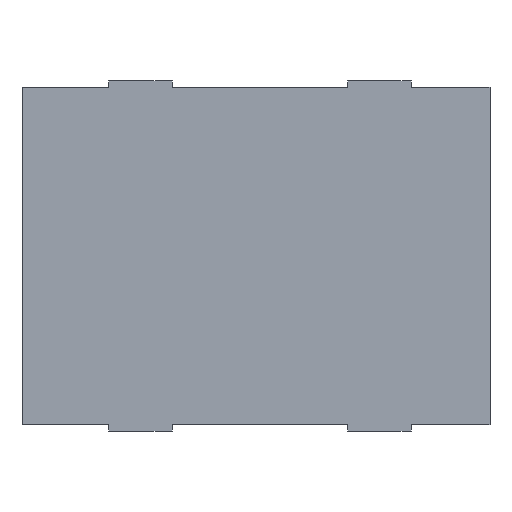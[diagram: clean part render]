
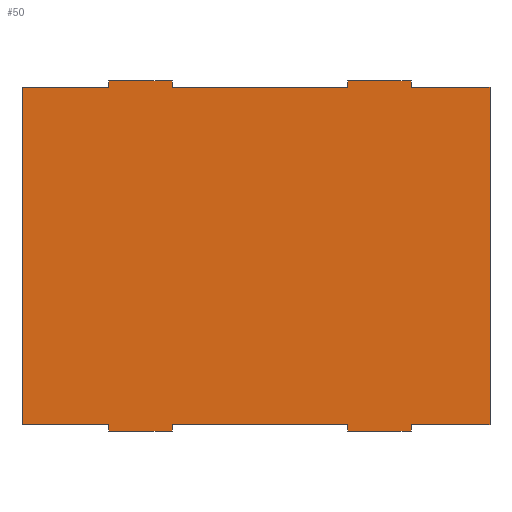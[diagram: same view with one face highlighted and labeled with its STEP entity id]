
A CAD part, front view. The second image highlights one B-rep face of the part: STEP entity #50.
In plain terms, the highlighted planar face has unit normal (0, -1, 0).
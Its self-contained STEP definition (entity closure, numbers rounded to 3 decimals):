
#7 = VERTEX_POINT ( 'NONE', #634 ) ;
#9 = CARTESIAN_POINT ( 'NONE',  ( -29.63, 0., 21.36 ) ) ;
#16 = LINE ( 'NONE', #676, #752 ) ;
#27 = VERTEX_POINT ( 'NONE', #1186 ) ;
#31 = VECTOR ( 'NONE', #701, 1000. ) ;
#44 = ORIENTED_EDGE ( 'NONE', *, *, #285, .F. ) ;
#46 = DIRECTION ( 'NONE',  ( -1., 0., 0. ) ) ;
#50 = ADVANCED_FACE ( 'NONE', ( #258 ), #320, .T. ) ;
#57 = LINE ( 'NONE', #708, #988 ) ;
#60 = AXIS2_PLACEMENT_3D ( 'NONE', #437, #792, #409 ) ;
#67 = EDGE_CURVE ( 'NONE', #628, #654, #972, .T. ) ;
#68 = CARTESIAN_POINT ( 'NONE',  ( -18.63, 0., 22.16 ) ) ;
#87 = DIRECTION ( 'NONE',  ( 0., 0., 1. ) ) ;
#107 = VECTOR ( 'NONE', #195, 1000. ) ;
#111 = LINE ( 'NONE', #472, #325 ) ;
#118 = CARTESIAN_POINT ( 'NONE',  ( -29.63, 0., -21.36 ) ) ;
#121 = DIRECTION ( 'NONE',  ( -1., 0., 0. ) ) ;
#123 = EDGE_CURVE ( 'NONE', #1015, #243, #835, .T. ) ;
#155 = CARTESIAN_POINT ( 'NONE',  ( 29.63, 0., 21.36 ) ) ;
#159 = EDGE_CURVE ( 'NONE', #875, #975, #543, .T. ) ;
#165 = DIRECTION ( 'NONE',  ( 0., 0., -1. ) ) ;
#179 = VERTEX_POINT ( 'NONE', #903 ) ;
#191 = CARTESIAN_POINT ( 'NONE',  ( -18.63, 0., 22.16 ) ) ;
#195 = DIRECTION ( 'NONE',  ( 0., 0., -1. ) ) ;
#204 = ORIENTED_EDGE ( 'NONE', *, *, #359, .F. ) ;
#205 = EDGE_CURVE ( 'NONE', #240, #270, #16, .T. ) ;
#211 = ORIENTED_EDGE ( 'NONE', *, *, #262, .F. ) ;
#219 = DIRECTION ( 'NONE',  ( 0., 0., 1. ) ) ;
#240 = VERTEX_POINT ( 'NONE', #1155 ) ;
#243 = VERTEX_POINT ( 'NONE', #1147 ) ;
#249 = EDGE_CURVE ( 'NONE', #1121, #179, #278, .T. ) ;
#252 = CARTESIAN_POINT ( 'NONE',  ( 11.63, 0., 22.16 ) ) ;
#253 = VECTOR ( 'NONE', #1208, 1000. ) ;
#257 = LINE ( 'NONE', #191, #822 ) ;
#258 = FACE_OUTER_BOUND ( 'NONE', #398, .T. ) ;
#262 = EDGE_CURVE ( 'NONE', #1210, #466, #1050, .T. ) ;
#270 = VERTEX_POINT ( 'NONE', #774 ) ;
#271 = LINE ( 'NONE', #436, #340 ) ;
#277 = DIRECTION ( 'NONE',  ( -1., 0., 0. ) ) ;
#278 = LINE ( 'NONE', #9, #738 ) ;
#281 = VECTOR ( 'NONE', #165, 1000. ) ;
#285 = EDGE_CURVE ( 'NONE', #975, #1121, #753, .T. ) ;
#286 = CARTESIAN_POINT ( 'NONE',  ( 19.63, 0., 22.16 ) ) ;
#288 = CARTESIAN_POINT ( 'NONE',  ( -10.63, 0., -22.16 ) ) ;
#291 = CARTESIAN_POINT ( 'NONE',  ( -10.63, 0., -22.16 ) ) ;
#304 = ORIENTED_EDGE ( 'NONE', *, *, #1110, .F. ) ;
#320 = PLANE ( 'NONE',  #60 ) ;
#325 = VECTOR ( 'NONE', #485, 1000. ) ;
#340 = VECTOR ( 'NONE', #87, 1000. ) ;
#352 = ORIENTED_EDGE ( 'NONE', *, *, #421, .F. ) ;
#358 = ORIENTED_EDGE ( 'NONE', *, *, #159, .F. ) ;
#359 = EDGE_CURVE ( 'NONE', #27, #240, #420, .T. ) ;
#362 = CARTESIAN_POINT ( 'NONE',  ( -18.63, 0., -21.36 ) ) ;
#371 = LINE ( 'NONE', #1129, #952 ) ;
#374 = ORIENTED_EDGE ( 'NONE', *, *, #678, .F. ) ;
#382 = DIRECTION ( 'NONE',  ( 1., 0., 0. ) ) ;
#398 = EDGE_LOOP ( 'NONE', ( #1187, #943, #44, #358, #1203, #1154, #204, #352, #1165, #374, #582, #1000, #699, #497, #758, #211, #410, #477, #1181, #304 ) ) ;
#400 = CARTESIAN_POINT ( 'NONE',  ( 19.63, 0., 21.36 ) ) ;
#404 = EDGE_CURVE ( 'NONE', #1194, #1210, #1182, .T. ) ;
#409 = DIRECTION ( 'NONE',  ( 0., 0., -1. ) ) ;
#410 = ORIENTED_EDGE ( 'NONE', *, *, #404, .F. ) ;
#418 = LINE ( 'NONE', #797, #504 ) ;
#420 = LINE ( 'NONE', #1064, #31 ) ;
#421 = EDGE_CURVE ( 'NONE', #838, #27, #57, .T. ) ;
#436 = CARTESIAN_POINT ( 'NONE',  ( -29.63, 0., 21.36 ) ) ;
#437 = CARTESIAN_POINT ( 'NONE',  ( 0., 0., 0. ) ) ;
#438 = DIRECTION ( 'NONE',  ( 0., 0., -1. ) ) ;
#448 = VERTEX_POINT ( 'NONE', #1017 ) ;
#455 = CARTESIAN_POINT ( 'NONE',  ( 19.63, 0., -22.16 ) ) ;
#460 = LINE ( 'NONE', #536, #281 ) ;
#466 = VERTEX_POINT ( 'NONE', #817 ) ;
#472 = CARTESIAN_POINT ( 'NONE',  ( -29.63, 0., 21.36 ) ) ;
#476 = LINE ( 'NONE', #288, #1100 ) ;
#477 = ORIENTED_EDGE ( 'NONE', *, *, #729, .F. ) ;
#485 = DIRECTION ( 'NONE',  ( 1., 0., 0. ) ) ;
#490 = EDGE_CURVE ( 'NONE', #739, #448, #271, .T. ) ;
#497 = ORIENTED_EDGE ( 'NONE', *, *, #67, .F. ) ;
#504 = VECTOR ( 'NONE', #121, 1000. ) ;
#514 = CARTESIAN_POINT ( 'NONE',  ( 11.63, 0., -21.36 ) ) ;
#521 = CARTESIAN_POINT ( 'NONE',  ( -18.63, 0., -22.16 ) ) ;
#531 = VERTEX_POINT ( 'NONE', #362 ) ;
#536 = CARTESIAN_POINT ( 'NONE',  ( 11.63, 0., 22.16 ) ) ;
#543 = LINE ( 'NONE', #252, #683 ) ;
#556 = VECTOR ( 'NONE', #219, 1000. ) ;
#567 = CARTESIAN_POINT ( 'NONE',  ( 11.63, 0., -22.16 ) ) ;
#573 = EDGE_CURVE ( 'NONE', #875, #270, #460, .T. ) ;
#582 = ORIENTED_EDGE ( 'NONE', *, *, #490, .F. ) ;
#594 = VECTOR ( 'NONE', #438, 1000. ) ;
#621 = DIRECTION ( 'NONE',  ( 0., 0., 1. ) ) ;
#628 = VERTEX_POINT ( 'NONE', #291 ) ;
#634 = CARTESIAN_POINT ( 'NONE',  ( 29.63, 0., -21.36 ) ) ;
#654 = VERTEX_POINT ( 'NONE', #929 ) ;
#668 = EDGE_CURVE ( 'NONE', #531, #739, #371, .T. ) ;
#676 = CARTESIAN_POINT ( 'NONE',  ( -29.63, 0., 21.36 ) ) ;
#678 = EDGE_CURVE ( 'NONE', #448, #1128, #111, .T. ) ;
#683 = VECTOR ( 'NONE', #1018, 1000. ) ;
#699 = ORIENTED_EDGE ( 'NONE', *, *, #1157, .F. ) ;
#701 = DIRECTION ( 'NONE',  ( 0., 0., -1. ) ) ;
#708 = CARTESIAN_POINT ( 'NONE',  ( -18.63, 0., 22.16 ) ) ;
#709 = CARTESIAN_POINT ( 'NONE',  ( 19.63, 0., -22.16 ) ) ;
#726 = VECTOR ( 'NONE', #46, 1000. ) ;
#729 = EDGE_CURVE ( 'NONE', #1015, #1194, #1151, .T. ) ;
#738 = VECTOR ( 'NONE', #966, 1000. ) ;
#739 = VERTEX_POINT ( 'NONE', #118 ) ;
#752 = VECTOR ( 'NONE', #382, 1000. ) ;
#753 = LINE ( 'NONE', #286, #107 ) ;
#758 = ORIENTED_EDGE ( 'NONE', *, *, #970, .T. ) ;
#774 = CARTESIAN_POINT ( 'NONE',  ( 11.63, 0., 21.36 ) ) ;
#792 = DIRECTION ( 'NONE',  ( 0., -1., 0. ) ) ;
#797 = CARTESIAN_POINT ( 'NONE',  ( -29.63, 0., -21.36 ) ) ;
#817 = CARTESIAN_POINT ( 'NONE',  ( -10.63, 0., -21.36 ) ) ;
#822 = VECTOR ( 'NONE', #1027, 1000. ) ;
#825 = CARTESIAN_POINT ( 'NONE',  ( 11.63, 0., 22.16 ) ) ;
#826 = LINE ( 'NONE', #1114, #1198 ) ;
#835 = LINE ( 'NONE', #455, #253 ) ;
#838 = VERTEX_POINT ( 'NONE', #68 ) ;
#840 = EDGE_CURVE ( 'NONE', #179, #7, #904, .T. ) ;
#844 = DIRECTION ( 'NONE',  ( -1., 0., 0. ) ) ;
#875 = VERTEX_POINT ( 'NONE', #825 ) ;
#881 = CARTESIAN_POINT ( 'NONE',  ( 11.63, 0., -22.16 ) ) ;
#890 = CARTESIAN_POINT ( 'NONE',  ( -18.63, 0., 21.36 ) ) ;
#893 = EDGE_CURVE ( 'NONE', #838, #1128, #257, .T. ) ;
#903 = CARTESIAN_POINT ( 'NONE',  ( 29.63, 0., 21.36 ) ) ;
#904 = LINE ( 'NONE', #155, #594 ) ;
#929 = CARTESIAN_POINT ( 'NONE',  ( -18.63, 0., -22.16 ) ) ;
#938 = DIRECTION ( 'NONE',  ( -1., 0., 0. ) ) ;
#942 = DIRECTION ( 'NONE',  ( 0., 0., 1. ) ) ;
#943 = ORIENTED_EDGE ( 'NONE', *, *, #249, .F. ) ;
#947 = CARTESIAN_POINT ( 'NONE',  ( 19.63, 0., 22.16 ) ) ;
#950 = VECTOR ( 'NONE', #938, 1000. ) ;
#952 = VECTOR ( 'NONE', #277, 1000. ) ;
#959 = CARTESIAN_POINT ( 'NONE',  ( -29.63, 0., -21.36 ) ) ;
#966 = DIRECTION ( 'NONE',  ( 1., 0., 0. ) ) ;
#970 = EDGE_CURVE ( 'NONE', #628, #466, #476, .T. ) ;
#972 = LINE ( 'NONE', #521, #726 ) ;
#975 = VERTEX_POINT ( 'NONE', #947 ) ;
#976 = VECTOR ( 'NONE', #844, 1000. ) ;
#979 = CARTESIAN_POINT ( 'NONE',  ( 11.63, 0., -22.16 ) ) ;
#988 = VECTOR ( 'NONE', #1172, 1000. ) ;
#1000 = ORIENTED_EDGE ( 'NONE', *, *, #668, .F. ) ;
#1015 = VERTEX_POINT ( 'NONE', #709 ) ;
#1017 = CARTESIAN_POINT ( 'NONE',  ( -29.63, 0., 21.36 ) ) ;
#1018 = DIRECTION ( 'NONE',  ( 1., 0., 0. ) ) ;
#1027 = DIRECTION ( 'NONE',  ( 0., 0., -1. ) ) ;
#1050 = LINE ( 'NONE', #959, #950 ) ;
#1064 = CARTESIAN_POINT ( 'NONE',  ( -10.63, 0., 22.16 ) ) ;
#1100 = VECTOR ( 'NONE', #942, 1000. ) ;
#1110 = EDGE_CURVE ( 'NONE', #7, #243, #418, .T. ) ;
#1114 = CARTESIAN_POINT ( 'NONE',  ( -18.63, 0., -22.16 ) ) ;
#1121 = VERTEX_POINT ( 'NONE', #400 ) ;
#1128 = VERTEX_POINT ( 'NONE', #890 ) ;
#1129 = CARTESIAN_POINT ( 'NONE',  ( -29.63, 0., -21.36 ) ) ;
#1147 = CARTESIAN_POINT ( 'NONE',  ( 19.63, 0., -21.36 ) ) ;
#1151 = LINE ( 'NONE', #567, #976 ) ;
#1154 = ORIENTED_EDGE ( 'NONE', *, *, #205, .F. ) ;
#1155 = CARTESIAN_POINT ( 'NONE',  ( -10.63, 0., 21.36 ) ) ;
#1157 = EDGE_CURVE ( 'NONE', #654, #531, #826, .T. ) ;
#1165 = ORIENTED_EDGE ( 'NONE', *, *, #893, .T. ) ;
#1172 = DIRECTION ( 'NONE',  ( 1., 0., 0. ) ) ;
#1181 = ORIENTED_EDGE ( 'NONE', *, *, #123, .T. ) ;
#1182 = LINE ( 'NONE', #881, #556 ) ;
#1186 = CARTESIAN_POINT ( 'NONE',  ( -10.63, 0., 22.16 ) ) ;
#1187 = ORIENTED_EDGE ( 'NONE', *, *, #840, .F. ) ;
#1194 = VERTEX_POINT ( 'NONE', #979 ) ;
#1198 = VECTOR ( 'NONE', #621, 1000. ) ;
#1203 = ORIENTED_EDGE ( 'NONE', *, *, #573, .T. ) ;
#1208 = DIRECTION ( 'NONE',  ( 0., 0., 1. ) ) ;
#1210 = VERTEX_POINT ( 'NONE', #514 ) ;
